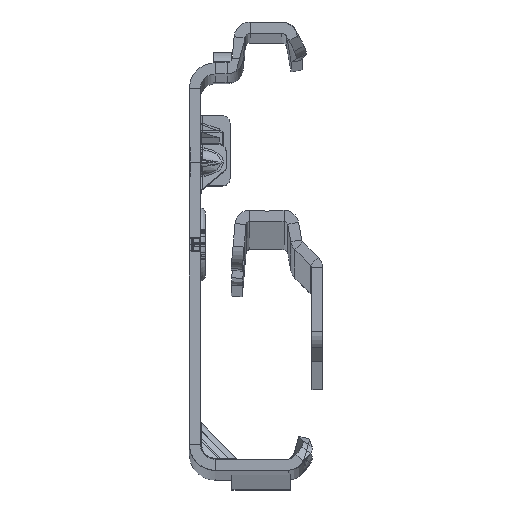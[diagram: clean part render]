
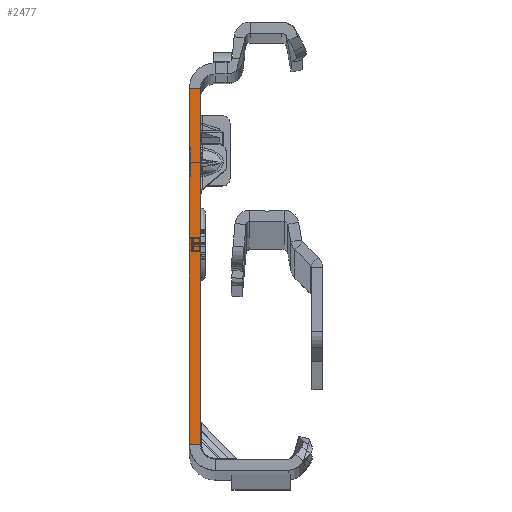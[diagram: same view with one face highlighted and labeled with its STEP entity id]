
A CAD part, top view. The second image highlights one B-rep face of the part: STEP entity #2477.
In plain terms, the highlighted planar face has unit normal (0, 0, 1).
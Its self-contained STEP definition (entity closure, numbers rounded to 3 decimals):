
#680 = VECTOR ( 'NONE', #17775, 1000. ) ;
#1029 = ORIENTED_EDGE ( 'NONE', *, *, #7182, .T. ) ;
#2477 = ADVANCED_FACE ( 'NONE', ( #16986 ), #15358, .T. ) ;
#3060 = EDGE_CURVE ( 'NONE', #3384, #4814, #39284, .T. ) ;
#3114 = CARTESIAN_POINT ( 'NONE',  ( -1.5, -27.865, 0. ) ) ;
#3384 = VERTEX_POINT ( 'NONE', #42483 ) ;
#4228 = CARTESIAN_POINT ( 'NONE',  ( 0., 22.135, 0. ) ) ;
#4235 = EDGE_CURVE ( 'NONE', #14367, #4814, #42211, .T. ) ;
#4814 = VERTEX_POINT ( 'NONE', #44828 ) ;
#5845 = DIRECTION ( 'NONE',  ( -1., 0., 0. ) ) ;
#7182 = EDGE_CURVE ( 'NONE', #31529, #14367, #48901, .T. ) ;
#7585 = DIRECTION ( 'NONE',  ( -1., 0., 0. ) ) ;
#7747 = VECTOR ( 'NONE', #7585, 1000. ) ;
#12619 = CARTESIAN_POINT ( 'NONE',  ( -1.5, -27.865, 0. ) ) ;
#13004 = ORIENTED_EDGE ( 'NONE', *, *, #31773, .F. ) ;
#14367 = VERTEX_POINT ( 'NONE', #38532 ) ;
#15344 = LINE ( 'NONE', #28143, #47018 ) ;
#15358 = PLANE ( 'NONE',  #15816 ) ;
#15816 = AXIS2_PLACEMENT_3D ( 'NONE', #3114, #49039, #40329 ) ;
#16986 = FACE_OUTER_BOUND ( 'NONE', #17159, .T. ) ;
#17159 = EDGE_LOOP ( 'NONE', ( #13004, #1029, #33082, #38027 ) ) ;
#17775 = DIRECTION ( 'NONE',  ( 0., -1., 0. ) ) ;
#24031 = DIRECTION ( 'NONE',  ( 0., -1., 0. ) ) ;
#28143 = CARTESIAN_POINT ( 'NONE',  ( 0., -27.865, 0. ) ) ;
#31529 = VERTEX_POINT ( 'NONE', #4228 ) ;
#31773 = EDGE_CURVE ( 'NONE', #31529, #3384, #15344, .T. ) ;
#33082 = ORIENTED_EDGE ( 'NONE', *, *, #4235, .T. ) ;
#38027 = ORIENTED_EDGE ( 'NONE', *, *, #3060, .F. ) ;
#38532 = CARTESIAN_POINT ( 'NONE',  ( -1.5, 22.135, 0. ) ) ;
#39284 = LINE ( 'NONE', #47428, #49585 ) ;
#40329 = DIRECTION ( 'NONE',  ( 1., 0., 0. ) ) ;
#42211 = LINE ( 'NONE', #12619, #680 ) ;
#42483 = CARTESIAN_POINT ( 'NONE',  ( 0., -25.865, 0. ) ) ;
#44799 = CARTESIAN_POINT ( 'NONE',  ( 0., 22.135, 0. ) ) ;
#44828 = CARTESIAN_POINT ( 'NONE',  ( -1.5, -25.865, 0. ) ) ;
#47018 = VECTOR ( 'NONE', #24031, 1000. ) ;
#47428 = CARTESIAN_POINT ( 'NONE',  ( 0., -25.865, 0. ) ) ;
#48901 = LINE ( 'NONE', #44799, #7747 ) ;
#49039 = DIRECTION ( 'NONE',  ( 0., 0., 1. ) ) ;
#49585 = VECTOR ( 'NONE', #5845, 1000. ) ;
